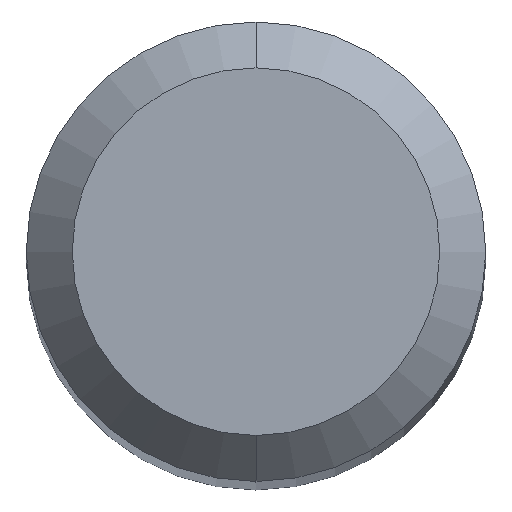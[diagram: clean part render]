
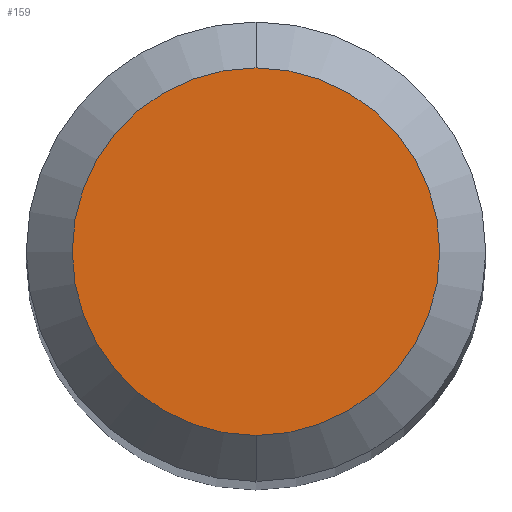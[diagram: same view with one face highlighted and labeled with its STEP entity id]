
A CAD part, top view. The second image highlights one B-rep face of the part: STEP entity #159.
In plain terms, the highlighted planar face has unit normal (0, 0, 1).
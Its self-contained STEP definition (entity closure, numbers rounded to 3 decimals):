
#18 = EDGE_CURVE ( 'NONE', #61, #299, #332, .T. ) ;
#61 = VERTEX_POINT ( 'NONE', #181 ) ;
#108 = AXIS2_PLACEMENT_3D ( 'NONE', #342, #357, #309 ) ;
#111 = DIRECTION ( 'NONE',  ( 0., 1., 0. ) ) ;
#118 = DIRECTION ( 'NONE',  ( 0., 1., 0. ) ) ;
#159 = ADVANCED_FACE ( 'NONE', ( #273 ), #200, .F. ) ;
#181 = CARTESIAN_POINT ( 'NONE',  ( 0., 1.2, 38. ) ) ;
#200 = PLANE ( 'NONE',  #108 ) ;
#214 = DIRECTION ( 'NONE',  ( 0., 0., -1. ) ) ;
#219 = CARTESIAN_POINT ( 'NONE',  ( 0., -1.2, 38. ) ) ;
#236 = CIRCLE ( 'NONE', #246, 1.2 ) ;
#246 = AXIS2_PLACEMENT_3D ( 'NONE', #275, #344, #111 ) ;
#255 = EDGE_LOOP ( 'NONE', ( #262, #360 ) ) ;
#262 = ORIENTED_EDGE ( 'NONE', *, *, #18, .F. ) ;
#269 = CARTESIAN_POINT ( 'NONE',  ( 0., 0., 38. ) ) ;
#273 = FACE_OUTER_BOUND ( 'NONE', #255, .T. ) ;
#275 = CARTESIAN_POINT ( 'NONE',  ( 0., 0., 38. ) ) ;
#299 = VERTEX_POINT ( 'NONE', #219 ) ;
#309 = DIRECTION ( 'NONE',  ( 0., 1., 0. ) ) ;
#332 = CIRCLE ( 'NONE', #401, 1.2 ) ;
#342 = CARTESIAN_POINT ( 'NONE',  ( 0., 0., 38. ) ) ;
#344 = DIRECTION ( 'NONE',  ( 0., 0., -1. ) ) ;
#357 = DIRECTION ( 'NONE',  ( 0., 0., -1. ) ) ;
#360 = ORIENTED_EDGE ( 'NONE', *, *, #384, .F. ) ;
#384 = EDGE_CURVE ( 'NONE', #299, #61, #236, .T. ) ;
#401 = AXIS2_PLACEMENT_3D ( 'NONE', #269, #214, #118 ) ;
